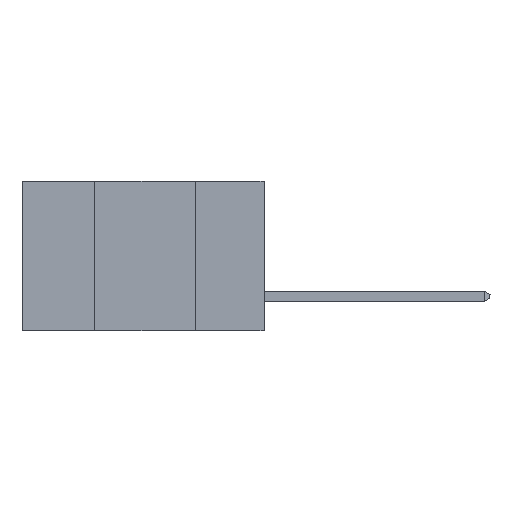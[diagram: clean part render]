
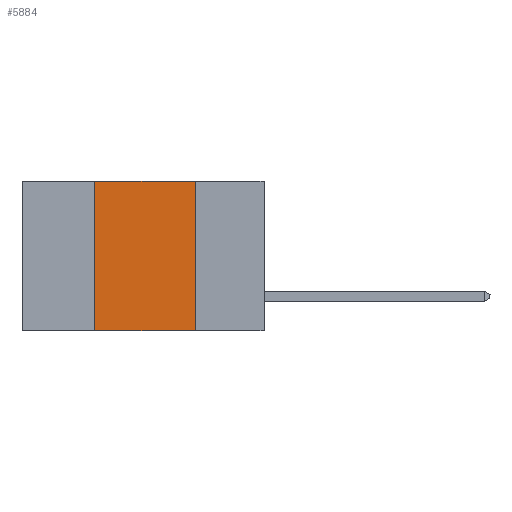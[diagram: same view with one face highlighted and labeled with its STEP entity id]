
A CAD part, left-side view. The second image highlights one B-rep face of the part: STEP entity #5884.
In plain terms, the highlighted planar face has unit normal (-1, 0, 0).
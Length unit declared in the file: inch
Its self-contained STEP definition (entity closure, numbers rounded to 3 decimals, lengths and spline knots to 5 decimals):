
#333 = CARTESIAN_POINT ( 'NONE',  ( 0., 0.42, 0. ) ) ;
#1065 = ORIENTED_EDGE ( 'NONE', *, *, #2883, .F. ) ;
#1292 = VERTEX_POINT ( 'NONE', #2801 ) ;
#1672 = VERTEX_POINT ( 'NONE', #8781 ) ;
#2058 = VERTEX_POINT ( 'NONE', #6135 ) ;
#2195 = DIRECTION ( 'NONE',  ( 0., 0., -1. ) ) ;
#2353 = DIRECTION ( 'NONE',  ( 0., 0., -1. ) ) ;
#2705 = EDGE_CURVE ( 'NONE', #1292, #10739, #9218, .T. ) ;
#2801 = CARTESIAN_POINT ( 'NONE',  ( 0., 0.42, -0.37 ) ) ;
#2883 = EDGE_CURVE ( 'NONE', #2058, #10739, #7331, .T. ) ;
#3644 = AXIS2_PLACEMENT_3D ( 'NONE', #3705, #4584, #2195 ) ;
#3705 = CARTESIAN_POINT ( 'NONE',  ( 0., 0.6, 0. ) ) ;
#3737 = DIRECTION ( 'NONE',  ( 0., -1., 0. ) ) ;
#4473 = CARTESIAN_POINT ( 'NONE',  ( 0., 0.6, 0. ) ) ;
#4584 = DIRECTION ( 'NONE',  ( 1., 0., 0. ) ) ;
#4618 = PLANE ( 'NONE',  #3644 ) ;
#4644 = EDGE_LOOP ( 'NONE', ( #1065, #5860, #5486, #9281 ) ) ;
#5161 = FACE_OUTER_BOUND ( 'NONE', #4644, .T. ) ;
#5339 = LINE ( 'NONE', #333, #8977 ) ;
#5422 = CARTESIAN_POINT ( 'NONE',  ( 0., 0.17, -0.37 ) ) ;
#5486 = ORIENTED_EDGE ( 'NONE', *, *, #10768, .F. ) ;
#5860 = ORIENTED_EDGE ( 'NONE', *, *, #7822, .F. ) ;
#5884 = ADVANCED_FACE ( 'NONE', ( #5161 ), #4618, .F. ) ;
#6135 = CARTESIAN_POINT ( 'NONE',  ( 0., 0.17, 0. ) ) ;
#6354 = DIRECTION ( 'NONE',  ( 0., 0., 1. ) ) ;
#6737 = VECTOR ( 'NONE', #9390, 39.37008 ) ;
#7331 = LINE ( 'NONE', #8310, #8826 ) ;
#7805 = LINE ( 'NONE', #4473, #6737 ) ;
#7822 = EDGE_CURVE ( 'NONE', #1672, #2058, #7805, .T. ) ;
#8310 = CARTESIAN_POINT ( 'NONE',  ( 0., 0.17, 0. ) ) ;
#8554 = VECTOR ( 'NONE', #3737, 39.37008 ) ;
#8781 = CARTESIAN_POINT ( 'NONE',  ( 0., 0.42, 0. ) ) ;
#8826 = VECTOR ( 'NONE', #2353, 39.37008 ) ;
#8977 = VECTOR ( 'NONE', #6354, 39.37008 ) ;
#9218 = LINE ( 'NONE', #10587, #8554 ) ;
#9281 = ORIENTED_EDGE ( 'NONE', *, *, #2705, .T. ) ;
#9390 = DIRECTION ( 'NONE',  ( 0., -1., 0. ) ) ;
#10587 = CARTESIAN_POINT ( 'NONE',  ( 0., 0.6, -0.37 ) ) ;
#10739 = VERTEX_POINT ( 'NONE', #5422 ) ;
#10768 = EDGE_CURVE ( 'NONE', #1292, #1672, #5339, .T. ) ;
